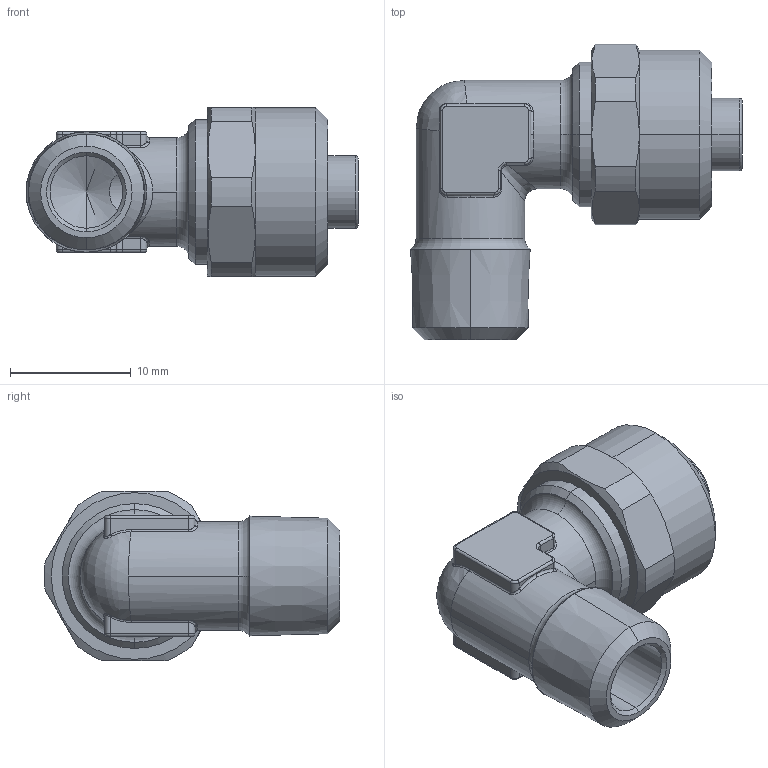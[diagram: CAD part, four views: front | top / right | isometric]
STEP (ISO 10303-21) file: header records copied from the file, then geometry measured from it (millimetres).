
FILE_DESCRIPTION (( 'STEP AP203' ), '1' );
FILE_NAME ('02060041.STEP', '2011-09-20T12:38:07', ( '' ), ( 'sopra-pneumatic' ), 'SwSTEP 2.0', 'SolidWorks 2011', '' );
FILE_SCHEMA (( 'CONFIG_CONTROL_DESIGN' ));
Length unit declared in the file: millimetre
Products named in the file (1): 02060041
Bounding box: 27.5 x 24.49 x 14 mm (x, y, z)
Volume: 2573.5 mm3; surface area: 2298.8 mm2
Topology: 1 solids, 1 shells, 152 faces, 355 edges, 207 vertices
Faces by surface type: cylinder 56, plane 26, cone 24, torus 24, bspline 22
Entity records: 5029 total; most frequent: CARTESIAN_POINT 1615, DIRECTION 712, ORIENTED_EDGE 706, EDGE_CURVE 353, AXIS2_PLACEMENT_3D 300, VERTEX_POINT 207, CIRCLE 169, EDGE_LOOP 158
